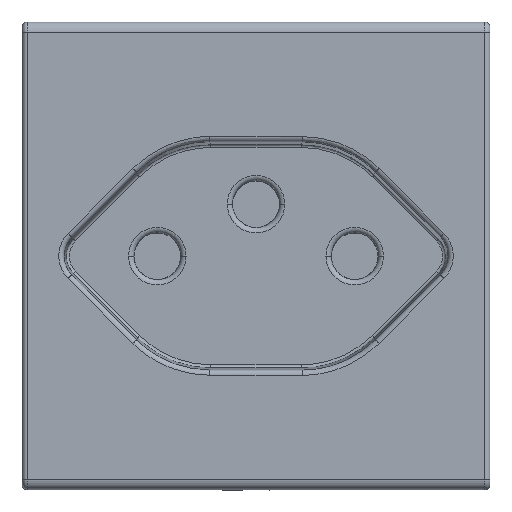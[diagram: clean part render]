
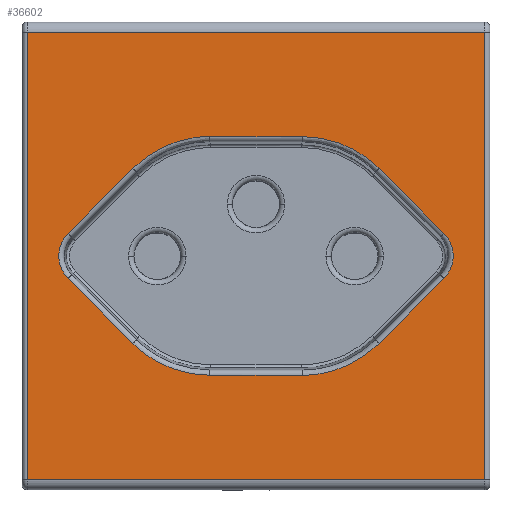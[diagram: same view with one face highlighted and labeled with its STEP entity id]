
A CAD part, top view. The second image highlights one B-rep face of the part: STEP entity #36602.
In plain terms, the highlighted planar face has unit normal (0, 0, 1).
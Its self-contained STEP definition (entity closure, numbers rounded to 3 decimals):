
#34456=AXIS2_PLACEMENT_3D('Circle Axis2P3D',#34454,#34455,$) ;
#34734=AXIS2_PLACEMENT_3D('Circle Axis2P3D',#34732,#34733,$) ;
#36570=AXIS2_PLACEMENT_3D('Plane Axis2P3D',#36567,#36568,#36569) ;
#31998=CARTESIAN_POINT('Vertex',(-22.025,-21.525,6.7)) ;
#32187=CARTESIAN_POINT('Vertex',(-22.025,21.525,6.7)) ;
#32190=CARTESIAN_POINT('Line Origine',(-22.025,0.,6.7)) ;
#34366=CARTESIAN_POINT('Vertex',(22.025,21.525,6.7)) ;
#34369=CARTESIAN_POINT('Line Origine',(22.025,0.,6.7)) ;
#34373=CARTESIAN_POINT('Vertex',(22.025,-21.525,6.7)) ;
#34404=CARTESIAN_POINT('Vertex',(-11.855,-8.416,6.7)) ;
#34420=CARTESIAN_POINT('Vertex',(-18.085,-2.185,6.7)) ;
#34423=CARTESIAN_POINT('Line Origine',(-10.485,-9.785,6.7)) ;
#34451=CARTESIAN_POINT('Vertex',(-18.085,2.185,6.7)) ;
#34454=CARTESIAN_POINT('Axis2P3D Location',(-15.9,0.,6.7)) ;
#34482=CARTESIAN_POINT('Vertex',(-11.855,8.416,6.7)) ;
#34485=CARTESIAN_POINT('Line Origine',(-10.485,9.785,6.7)) ;
#34553=CARTESIAN_POINT('Vertex',(-4.432,11.49,6.7)) ;
#34557=CARTESIAN_POINT('Control Point',(-11.855,8.416,6.7)) ;
#34558=CARTESIAN_POINT('Control Point',(-11.2,9.07,6.7)) ;
#34559=CARTESIAN_POINT('Control Point',(-10.474,9.653,6.7)) ;
#34560=CARTESIAN_POINT('Control Point',(-9.686,10.152,6.7)) ;
#34561=CARTESIAN_POINT('Control Point',(-8.195,10.88,6.7)) ;
#34562=CARTESIAN_POINT('Control Point',(-6.595,11.304,6.7)) ;
#34563=CARTESIAN_POINT('Control Point',(-5.879,11.428,6.7)) ;
#34564=CARTESIAN_POINT('Control Point',(-5.155,11.49,6.7)) ;
#34565=CARTESIAN_POINT('Control Point',(-4.432,11.49,6.7)) ;
#34590=CARTESIAN_POINT('Vertex',(4.432,11.49,6.7)) ;
#34593=CARTESIAN_POINT('Line Origine',(0.,11.49,6.7)) ;
#34661=CARTESIAN_POINT('Vertex',(11.855,8.416,6.7)) ;
#34665=CARTESIAN_POINT('Control Point',(4.432,11.49,6.7)) ;
#34666=CARTESIAN_POINT('Control Point',(5.357,11.49,6.7)) ;
#34667=CARTESIAN_POINT('Control Point',(6.283,11.388,6.7)) ;
#34668=CARTESIAN_POINT('Control Point',(7.193,11.184,6.7)) ;
#34669=CARTESIAN_POINT('Control Point',(8.762,10.645,6.7)) ;
#34670=CARTESIAN_POINT('Control Point',(10.193,9.813,6.7)) ;
#34671=CARTESIAN_POINT('Control Point',(10.788,9.395,6.7)) ;
#34672=CARTESIAN_POINT('Control Point',(11.343,8.927,6.7)) ;
#34673=CARTESIAN_POINT('Control Point',(11.855,8.416,6.7)) ;
#34698=CARTESIAN_POINT('Vertex',(18.085,2.185,6.7)) ;
#34701=CARTESIAN_POINT('Line Origine',(10.485,9.785,6.7)) ;
#34729=CARTESIAN_POINT('Vertex',(18.085,-2.185,6.7)) ;
#34732=CARTESIAN_POINT('Axis2P3D Location',(15.9,0.,6.7)) ;
#34760=CARTESIAN_POINT('Vertex',(11.855,-8.416,6.7)) ;
#34763=CARTESIAN_POINT('Line Origine',(10.485,-9.785,6.7)) ;
#34831=CARTESIAN_POINT('Vertex',(4.432,-11.49,6.7)) ;
#34835=CARTESIAN_POINT('Control Point',(11.855,-8.416,6.7)) ;
#34836=CARTESIAN_POINT('Control Point',(11.2,-9.07,6.7)) ;
#34837=CARTESIAN_POINT('Control Point',(10.474,-9.653,6.7)) ;
#34838=CARTESIAN_POINT('Control Point',(9.686,-10.152,6.7)) ;
#34839=CARTESIAN_POINT('Control Point',(8.195,-10.88,6.7)) ;
#34840=CARTESIAN_POINT('Control Point',(6.595,-11.304,6.7)) ;
#34841=CARTESIAN_POINT('Control Point',(5.879,-11.428,6.7)) ;
#34842=CARTESIAN_POINT('Control Point',(5.155,-11.49,6.7)) ;
#34843=CARTESIAN_POINT('Control Point',(4.432,-11.49,6.7)) ;
#34868=CARTESIAN_POINT('Vertex',(-4.432,-11.49,6.7)) ;
#34871=CARTESIAN_POINT('Line Origine',(0.,-11.49,6.7)) ;
#34932=CARTESIAN_POINT('Control Point',(-4.432,-11.49,6.7)) ;
#34933=CARTESIAN_POINT('Control Point',(-5.357,-11.49,6.7)) ;
#34934=CARTESIAN_POINT('Control Point',(-6.283,-11.388,6.7)) ;
#34935=CARTESIAN_POINT('Control Point',(-7.193,-11.184,6.7)) ;
#34936=CARTESIAN_POINT('Control Point',(-8.762,-10.645,6.7)) ;
#34937=CARTESIAN_POINT('Control Point',(-10.193,-9.813,6.7)) ;
#34938=CARTESIAN_POINT('Control Point',(-10.788,-9.395,6.7)) ;
#34939=CARTESIAN_POINT('Control Point',(-11.343,-8.927,6.7)) ;
#34940=CARTESIAN_POINT('Control Point',(-11.855,-8.416,6.7)) ;
#36567=CARTESIAN_POINT('Axis2P3D Location',(0.,0.,6.7)) ;
#36572=CARTESIAN_POINT('Line Origine',(0.,-21.525,6.7)) ;
#36577=CARTESIAN_POINT('Line Origine',(0.,21.525,6.7)) ;
#32191=DIRECTION('Vector Direction',(0.,1.,0.)) ;
#34370=DIRECTION('Vector Direction',(0.,1.,0.)) ;
#34424=DIRECTION('Vector Direction',(-0.707,0.707,0.)) ;
#34455=DIRECTION('Axis2P3D Direction',(0.,-0.,1.)) ;
#34486=DIRECTION('Vector Direction',(0.707,0.707,0.)) ;
#34594=DIRECTION('Vector Direction',(1.,0.,0.)) ;
#34702=DIRECTION('Vector Direction',(-0.707,0.707,0.)) ;
#34733=DIRECTION('Axis2P3D Direction',(0.,0.,1.)) ;
#34764=DIRECTION('Vector Direction',(0.707,0.707,0.)) ;
#34872=DIRECTION('Vector Direction',(1.,0.,0.)) ;
#36568=DIRECTION('Axis2P3D Direction',(0.,0.,1.)) ;
#36569=DIRECTION('Axis2P3D XDirection',(1.,0.,0.)) ;
#36573=DIRECTION('Vector Direction',(1.,0.,0.)) ;
#36578=DIRECTION('Vector Direction',(1.,0.,0.)) ;
#32192=VECTOR('Line Direction',#32191,1.) ;
#34371=VECTOR('Line Direction',#34370,1.) ;
#34425=VECTOR('Line Direction',#34424,1.) ;
#34487=VECTOR('Line Direction',#34486,1.) ;
#34595=VECTOR('Line Direction',#34594,1.) ;
#34703=VECTOR('Line Direction',#34702,1.) ;
#34765=VECTOR('Line Direction',#34764,1.) ;
#34873=VECTOR('Line Direction',#34872,1.) ;
#36574=VECTOR('Line Direction',#36573,1.) ;
#36579=VECTOR('Line Direction',#36578,1.) ;
#36583=ORIENTED_EDGE('',*,*,#36576,.T.) ;
#36584=ORIENTED_EDGE('',*,*,#34375,.F.) ;
#36585=ORIENTED_EDGE('',*,*,#36581,.T.) ;
#36586=ORIENTED_EDGE('',*,*,#32194,.T.) ;
#36589=ORIENTED_EDGE('',*,*,#34427,.T.) ;
#36590=ORIENTED_EDGE('',*,*,#34458,.T.) ;
#36591=ORIENTED_EDGE('',*,*,#34489,.T.) ;
#36592=ORIENTED_EDGE('',*,*,#34566,.T.) ;
#36593=ORIENTED_EDGE('',*,*,#34597,.T.) ;
#36594=ORIENTED_EDGE('',*,*,#34674,.T.) ;
#36595=ORIENTED_EDGE('',*,*,#34705,.T.) ;
#36596=ORIENTED_EDGE('',*,*,#34736,.T.) ;
#36597=ORIENTED_EDGE('',*,*,#34767,.T.) ;
#36598=ORIENTED_EDGE('',*,*,#34844,.T.) ;
#36599=ORIENTED_EDGE('',*,*,#34875,.T.) ;
#36600=ORIENTED_EDGE('',*,*,#34941,.T.) ;
#36601=FACE_BOUND('',#36588,.T.) ;
#36602=ADVANCED_FACE('004344202.1\\Corps principal',(#36587,#36601),#36571,.T.) ;
#34556=B_SPLINE_CURVE_WITH_KNOTS('',5,(#34557,#34558,#34559,#34560,#34561,#34562,#34563,#34564,#34565),.UNSPECIFIED.,.F.,.U.,(6,3,6),(39.866,46.257,51.252),.UNSPECIFIED.) ;
#34664=B_SPLINE_CURVE_WITH_KNOTS('',5,(#34665,#34666,#34667,#34668,#34669,#34670,#34671,#34672,#34673),.UNSPECIFIED.,.F.,.U.,(6,3,6),(39.866,46.257,51.252),.UNSPECIFIED.) ;
#34834=B_SPLINE_CURVE_WITH_KNOTS('',5,(#34835,#34836,#34837,#34838,#34839,#34840,#34841,#34842,#34843),.UNSPECIFIED.,.F.,.U.,(6,3,6),(39.866,46.257,51.252),.UNSPECIFIED.) ;
#34931=B_SPLINE_CURVE_WITH_KNOTS('',5,(#34932,#34933,#34934,#34935,#34936,#34937,#34938,#34939,#34940),.UNSPECIFIED.,.F.,.U.,(6,3,6),(39.866,46.257,51.252),.UNSPECIFIED.) ;
#34457=CIRCLE('generated circle',#34456,3.09) ;
#34735=CIRCLE('generated circle',#34734,3.09) ;
#32194=EDGE_CURVE('',#32188,#31999,#32193,.F.) ;
#34375=EDGE_CURVE('',#34367,#34374,#34372,.F.) ;
#34427=EDGE_CURVE('',#34405,#34421,#34426,.T.) ;
#34458=EDGE_CURVE('',#34421,#34452,#34457,.F.) ;
#34489=EDGE_CURVE('',#34452,#34483,#34488,.T.) ;
#34566=EDGE_CURVE('',#34483,#34554,#34556,.T.) ;
#34597=EDGE_CURVE('',#34554,#34591,#34596,.T.) ;
#34674=EDGE_CURVE('',#34591,#34662,#34664,.T.) ;
#34705=EDGE_CURVE('',#34662,#34699,#34704,.F.) ;
#34736=EDGE_CURVE('',#34699,#34730,#34735,.F.) ;
#34767=EDGE_CURVE('',#34730,#34761,#34766,.F.) ;
#34844=EDGE_CURVE('',#34761,#34832,#34834,.T.) ;
#34875=EDGE_CURVE('',#34832,#34869,#34874,.F.) ;
#34941=EDGE_CURVE('',#34869,#34405,#34931,.T.) ;
#36576=EDGE_CURVE('',#31999,#34374,#36575,.T.) ;
#36581=EDGE_CURVE('',#34367,#32188,#36580,.F.) ;
#36582=EDGE_LOOP('',(#36583,#36584,#36585,#36586)) ;
#36588=EDGE_LOOP('',(#36589,#36590,#36591,#36592,#36593,#36594,#36595,#36596,#36597,#36598,#36599,#36600)) ;
#36587=FACE_OUTER_BOUND('',#36582,.T.) ;
#32193=LINE('Line',#32190,#32192) ;
#34372=LINE('Line',#34369,#34371) ;
#34426=LINE('Line',#34423,#34425) ;
#34488=LINE('Line',#34485,#34487) ;
#34596=LINE('Line',#34593,#34595) ;
#34704=LINE('Line',#34701,#34703) ;
#34766=LINE('Line',#34763,#34765) ;
#34874=LINE('Line',#34871,#34873) ;
#36575=LINE('Line',#36572,#36574) ;
#36580=LINE('Line',#36577,#36579) ;
#36571=PLANE('',#36570) ;
#31999=VERTEX_POINT('',#31998) ;
#32188=VERTEX_POINT('',#32187) ;
#34367=VERTEX_POINT('',#34366) ;
#34374=VERTEX_POINT('',#34373) ;
#34405=VERTEX_POINT('',#34404) ;
#34421=VERTEX_POINT('',#34420) ;
#34452=VERTEX_POINT('',#34451) ;
#34483=VERTEX_POINT('',#34482) ;
#34554=VERTEX_POINT('',#34553) ;
#34591=VERTEX_POINT('',#34590) ;
#34662=VERTEX_POINT('',#34661) ;
#34699=VERTEX_POINT('',#34698) ;
#34730=VERTEX_POINT('',#34729) ;
#34761=VERTEX_POINT('',#34760) ;
#34832=VERTEX_POINT('',#34831) ;
#34869=VERTEX_POINT('',#34868) ;
